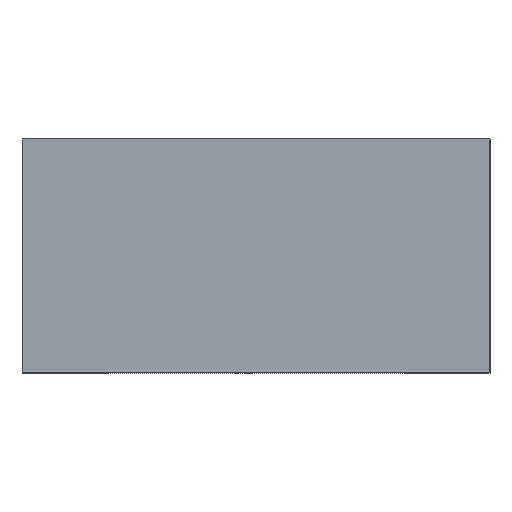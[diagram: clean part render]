
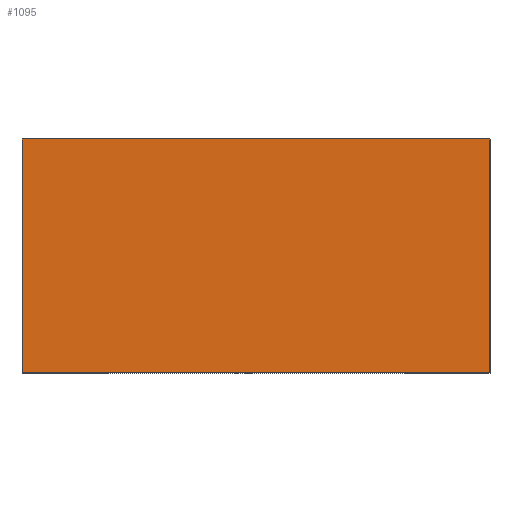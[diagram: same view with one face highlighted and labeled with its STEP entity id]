
A CAD part, front view. The second image highlights one B-rep face of the part: STEP entity #1095.
In plain terms, the highlighted planar face has unit normal (0, -1, -0.001).
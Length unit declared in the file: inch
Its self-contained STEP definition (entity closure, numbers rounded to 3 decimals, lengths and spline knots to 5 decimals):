
#1035=CARTESIAN_POINT('',(-1.132,-3.0635,0.75));
#1036=VERTEX_POINT('',#1035);
#1043=CARTESIAN_POINT('',(0.368,-3.0635,0.75));
#1044=VERTEX_POINT('',#1043);
#1045=CARTESIAN_POINT('',(0.368,-3.0635,0.75));
#1046=DIRECTION('',(-1.0,0.0,0.0));
#1047=VECTOR('',#1046,1.5);
#1048=LINE('',#1045,#1047);
#1049=EDGE_CURVE('',#1044,#1036,#1048,.T.);
#1065=CARTESIAN_POINT('',(0.368,-3.0635,0.75));
#1066=DIRECTION('',(0.0,-1.,-0.001));
#1067=DIRECTION('',(0.0,0.001,-1.));
#1068=AXIS2_PLACEMENT_3D('',#1065,#1066,#1067);
#1069=PLANE('',#1068);
#1070=CARTESIAN_POINT('',(-1.132,-3.0625,0.0));
#1071=VERTEX_POINT('',#1070);
#1072=CARTESIAN_POINT('',(-1.132,-3.0635,0.75));
#1073=DIRECTION('',(0.0,0.001,-1.));
#1074=VECTOR('',#1073,0.75);
#1075=LINE('',#1072,#1074);
#1076=EDGE_CURVE('',#1036,#1071,#1075,.T.);
#1077=ORIENTED_EDGE('',*,*,#1076,.T.);
#1078=CARTESIAN_POINT('',(0.368,-3.0625,0.0));
#1079=VERTEX_POINT('',#1078);
#1080=CARTESIAN_POINT('',(0.368,-3.0625,0.0));
#1081=DIRECTION('',(-1.0,0.0,0.0));
#1082=VECTOR('',#1081,1.5);
#1083=LINE('',#1080,#1082);
#1084=EDGE_CURVE('',#1079,#1071,#1083,.T.);
#1085=ORIENTED_EDGE('',*,*,#1084,.F.);
#1086=CARTESIAN_POINT('',(0.368,-3.0635,0.75));
#1087=DIRECTION('',(0.0,0.001,-1.));
#1088=VECTOR('',#1087,0.75);
#1089=LINE('',#1086,#1088);
#1090=EDGE_CURVE('',#1044,#1079,#1089,.T.);
#1091=ORIENTED_EDGE('',*,*,#1090,.F.);
#1092=ORIENTED_EDGE('',*,*,#1049,.T.);
#1093=EDGE_LOOP('',(#1077,#1085,#1091,#1092));
#1094=FACE_OUTER_BOUND('',#1093,.T.);
#1095=ADVANCED_FACE('',(#1094),#1069,.T.);
